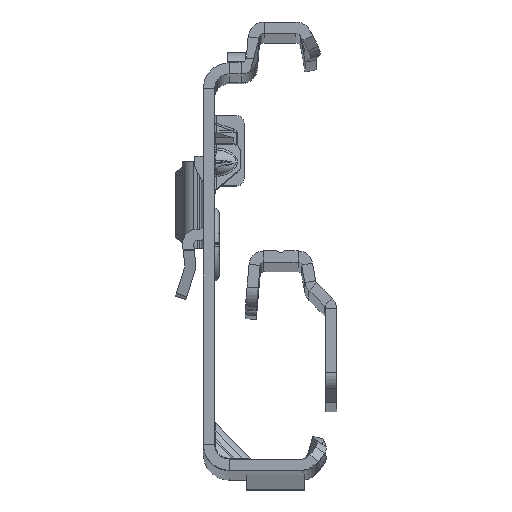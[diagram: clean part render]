
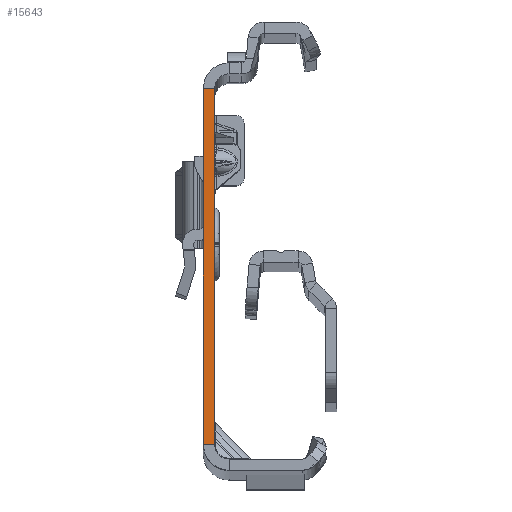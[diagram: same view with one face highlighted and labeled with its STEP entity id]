
A CAD part, top view. The second image highlights one B-rep face of the part: STEP entity #15643.
In plain terms, the highlighted planar face has unit normal (0, 0, 1).
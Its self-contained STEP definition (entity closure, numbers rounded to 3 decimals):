
#9 = CARTESIAN_POINT ( 'NONE',  ( -1.5, -27.865, 0. ) ) ;
#1191 = LINE ( 'NONE', #43048, #25987 ) ;
#4605 = CARTESIAN_POINT ( 'NONE',  ( 0., 22.135, 0. ) ) ;
#7752 = DIRECTION ( 'NONE',  ( -1., 0., 0. ) ) ;
#8325 = VECTOR ( 'NONE', #22085, 1000. ) ;
#12718 = VECTOR ( 'NONE', #7752, 1000. ) ;
#12837 = ORIENTED_EDGE ( 'NONE', *, *, #30709, .T. ) ;
#15643 = ADVANCED_FACE ( 'NONE', ( #29379 ), #37721, .T. ) ;
#16623 = DIRECTION ( 'NONE',  ( 1., 0., 0. ) ) ;
#18986 = CARTESIAN_POINT ( 'NONE',  ( -1.5, -25.865, 0. ) ) ;
#21878 = EDGE_LOOP ( 'NONE', ( #42343, #39345, #12837, #44961 ) ) ;
#22085 = DIRECTION ( 'NONE',  ( 0., -1., 0. ) ) ;
#24771 = EDGE_CURVE ( 'NONE', #50172, #32506, #42618, .T. ) ;
#25220 = DIRECTION ( 'NONE',  ( 0., 0., 1. ) ) ;
#25987 = VECTOR ( 'NONE', #34981, 1000. ) ;
#26478 = CARTESIAN_POINT ( 'NONE',  ( 0., -27.865, 0. ) ) ;
#27492 = VERTEX_POINT ( 'NONE', #18986 ) ;
#29379 = FACE_OUTER_BOUND ( 'NONE', #21878, .T. ) ;
#29532 = AXIS2_PLACEMENT_3D ( 'NONE', #9, #25220, #16623 ) ;
#30343 = EDGE_CURVE ( 'NONE', #32506, #27492, #41008, .T. ) ;
#30709 = EDGE_CURVE ( 'NONE', #36663, #27492, #1191, .T. ) ;
#32506 = VERTEX_POINT ( 'NONE', #36903 ) ;
#34981 = DIRECTION ( 'NONE',  ( 0., -1., 0. ) ) ;
#36663 = VERTEX_POINT ( 'NONE', #45883 ) ;
#36903 = CARTESIAN_POINT ( 'NONE',  ( 0., -25.865, 0. ) ) ;
#37721 = PLANE ( 'NONE',  #29532 ) ;
#39345 = ORIENTED_EDGE ( 'NONE', *, *, #44915, .T. ) ;
#41008 = LINE ( 'NONE', #46268, #12718 ) ;
#42343 = ORIENTED_EDGE ( 'NONE', *, *, #24771, .F. ) ;
#42618 = LINE ( 'NONE', #26478, #8325 ) ;
#43048 = CARTESIAN_POINT ( 'NONE',  ( -1.5, -27.865, 0. ) ) ;
#43382 = DIRECTION ( 'NONE',  ( -1., 0., 0. ) ) ;
#43654 = CARTESIAN_POINT ( 'NONE',  ( 0., 22.135, 0. ) ) ;
#44915 = EDGE_CURVE ( 'NONE', #50172, #36663, #52021, .T. ) ;
#44961 = ORIENTED_EDGE ( 'NONE', *, *, #30343, .F. ) ;
#45883 = CARTESIAN_POINT ( 'NONE',  ( -1.5, 22.135, 0. ) ) ;
#46268 = CARTESIAN_POINT ( 'NONE',  ( 0., -25.865, 0. ) ) ;
#50172 = VERTEX_POINT ( 'NONE', #4605 ) ;
#51733 = VECTOR ( 'NONE', #43382, 1000. ) ;
#52021 = LINE ( 'NONE', #43654, #51733 ) ;
